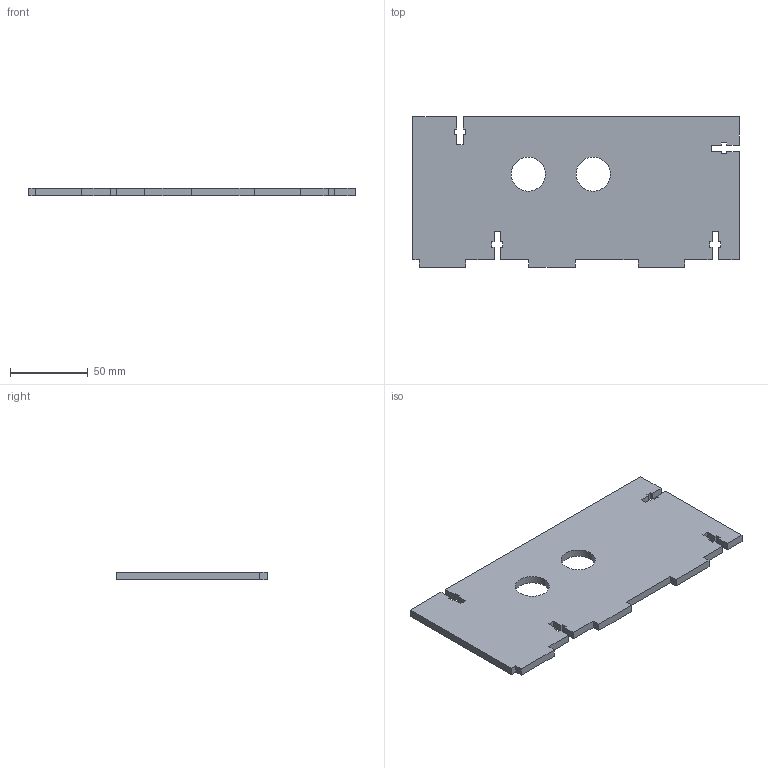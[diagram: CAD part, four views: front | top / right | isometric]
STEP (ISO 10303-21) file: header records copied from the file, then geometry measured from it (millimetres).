
FILE_DESCRIPTION (( 'STEP AP203' ), '1' );
FILE_NAME ('Plate_V4_3.STEP', '2020-05-09T16:37:29', ( '' ), ( '' ), 'SwSTEP 2.0', 'SolidWorks 2017', '' );
FILE_SCHEMA (( 'CONFIG_CONTROL_DESIGN' ));
Length unit declared in the file: millimetre
Products named in the file (1): Plate_V4_3
Bounding box: 210 x 97 x 5 mm (x, y, z)
Volume: 93333.7 mm3; surface area: 42030.6 mm2
Topology: 1 solids, 1 shells, 70 faces, 204 edges, 136 vertices
Faces by surface type: plane 66, cylinder 4
Entity records: 2361 total; most frequent: CARTESIAN_POINT 411, ORIENTED_EDGE 408, DIRECTION 354, EDGE_CURVE 204, VECTOR 196, LINE 196, VERTEX_POINT 136, AXIS2_PLACEMENT_3D 79
